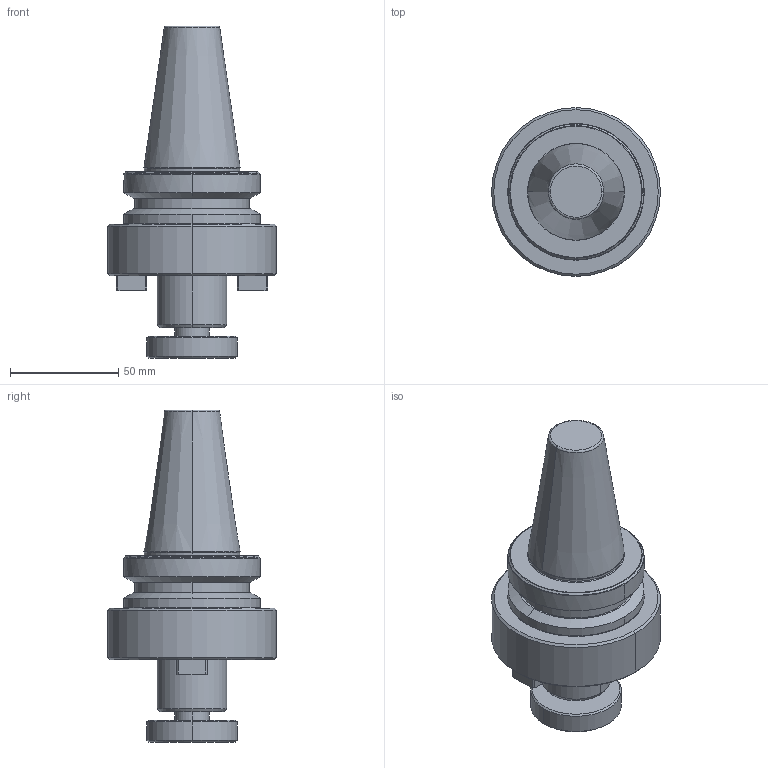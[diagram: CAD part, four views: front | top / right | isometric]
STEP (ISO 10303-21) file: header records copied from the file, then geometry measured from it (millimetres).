
FILE_DESCRIPTION (( 'STEP AP203' ), '1' );
FILE_NAME ('BT40 FMH32 050 AD- 6.3G15000 SL SP.S.STEP', '2019-05-23T04:57:22', ( '' ), ( '' ), 'SwSTEP 2.0', 'SolidWorks 2014', '' );
FILE_SCHEMA (( 'CONFIG_CONTROL_DESIGN' ));
Length unit declared in the file: millimetre
Products named in the file (1): BT40 FMH32 050 AD- 6.3G15000 SL SP.S
Bounding box: 78 x 78 x 153.4 mm (x, y, z)
Volume: 286159.5 mm3; surface area: 34081.4 mm2
Topology: 1 solids, 1 shells, 87 faces, 208 edges, 132 vertices
Faces by surface type: plane 35, cone 20, cylinder 16, bspline 10, torus 6
Entity records: 2972 total; most frequent: CARTESIAN_POINT 894, DIRECTION 422, ORIENTED_EDGE 416, EDGE_CURVE 208, AXIS2_PLACEMENT_3D 157, VERTEX_POINT 132, VECTOR 108, LINE 108
